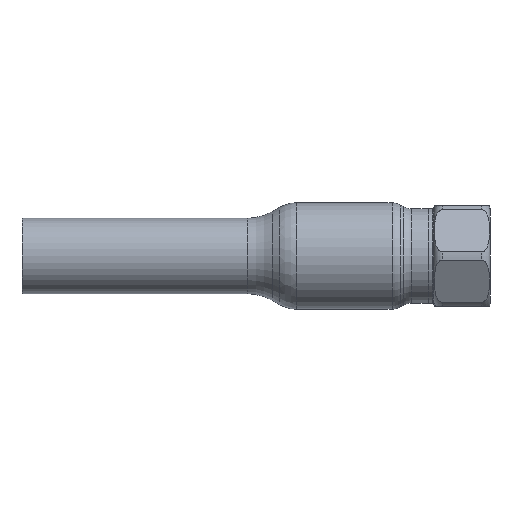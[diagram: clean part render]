
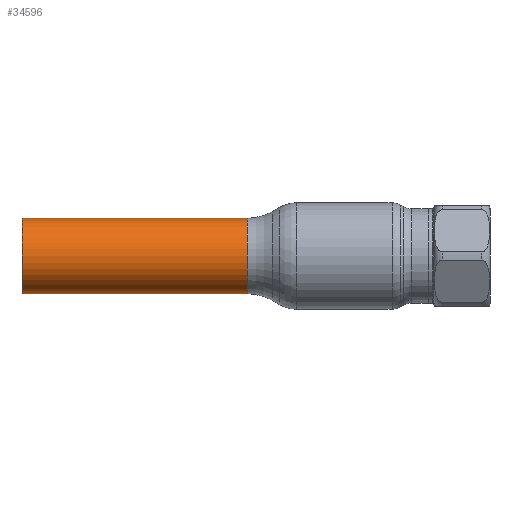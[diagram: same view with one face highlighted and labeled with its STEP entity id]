
A CAD part, front view. The second image highlights one B-rep face of the part: STEP entity #34596.
In plain terms, the highlighted cylindrical face has radius 13.45 mm (diameter 26.9 mm), a partial arc.
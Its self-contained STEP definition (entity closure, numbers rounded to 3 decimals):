
#1626 = EDGE_CURVE ( 'NONE', #40267, #54821, #6808, .T. ) ;
#1968 = DIRECTION ( 'NONE',  ( -1., 0., 0. ) ) ;
#2921 = DIRECTION ( 'NONE',  ( 0., 0., 1. ) ) ;
#4751 = VERTEX_POINT ( 'NONE', #55024 ) ;
#6808 = CIRCLE ( 'NONE', #13957, 13.45 ) ;
#7424 = CARTESIAN_POINT ( 'NONE',  ( -34.686, 0., 0. ) ) ;
#7931 = AXIS2_PLACEMENT_3D ( 'NONE', #37957, #32566, #42188 ) ;
#9293 = DIRECTION ( 'NONE',  ( -1., 0., 0. ) ) ;
#13616 = DIRECTION ( 'NONE',  ( -1., 0., 0. ) ) ;
#13757 = CARTESIAN_POINT ( 'NONE',  ( -115., 0., 0. ) ) ;
#13840 = EDGE_CURVE ( 'NONE', #54821, #4751, #21657, .T. ) ;
#13957 = AXIS2_PLACEMENT_3D ( 'NONE', #7424, #55252, #2921 ) ;
#14042 = ORIENTED_EDGE ( 'NONE', *, *, #18814, .F. ) ;
#18814 = EDGE_CURVE ( 'NONE', #40267, #48995, #38717, .T. ) ;
#21657 = LINE ( 'NONE', #25583, #22410 ) ;
#22410 = VECTOR ( 'NONE', #9293, 1000. ) ;
#22460 = CYLINDRICAL_SURFACE ( 'NONE', #7931, 13.45 ) ;
#23282 = FACE_OUTER_BOUND ( 'NONE', #46581, .T. ) ;
#23594 = CARTESIAN_POINT ( 'NONE',  ( -115., 0., -13.45 ) ) ;
#25583 = CARTESIAN_POINT ( 'NONE',  ( -62.69, 0., 13.45 ) ) ;
#25710 = CARTESIAN_POINT ( 'NONE',  ( -62.69, 0., -13.45 ) ) ;
#27905 = AXIS2_PLACEMENT_3D ( 'NONE', #13757, #1968, #39698 ) ;
#28959 = CARTESIAN_POINT ( 'NONE',  ( -34.686, 0., 13.45 ) ) ;
#32566 = DIRECTION ( 'NONE',  ( -1., 0., 0. ) ) ;
#34596 = ADVANCED_FACE ( 'NONE', ( #23282 ), #22460, .T. ) ;
#37957 = CARTESIAN_POINT ( 'NONE',  ( -62.69, 0., 0. ) ) ;
#38520 = ORIENTED_EDGE ( 'NONE', *, *, #13840, .T. ) ;
#38717 = LINE ( 'NONE', #25710, #52184 ) ;
#39698 = DIRECTION ( 'NONE',  ( 0., 0., 1. ) ) ;
#40267 = VERTEX_POINT ( 'NONE', #41215 ) ;
#41215 = CARTESIAN_POINT ( 'NONE',  ( -34.686, 0., -13.45 ) ) ;
#42188 = DIRECTION ( 'NONE',  ( 0., 0., 1. ) ) ;
#46581 = EDGE_LOOP ( 'NONE', ( #14042, #47970, #38520, #50654 ) ) ;
#47970 = ORIENTED_EDGE ( 'NONE', *, *, #1626, .T. ) ;
#48995 = VERTEX_POINT ( 'NONE', #23594 ) ;
#50654 = ORIENTED_EDGE ( 'NONE', *, *, #55568, .F. ) ;
#52184 = VECTOR ( 'NONE', #13616, 1000. ) ;
#52258 = CIRCLE ( 'NONE', #27905, 13.45 ) ;
#54821 = VERTEX_POINT ( 'NONE', #28959 ) ;
#55024 = CARTESIAN_POINT ( 'NONE',  ( -115., 0., 13.45 ) ) ;
#55252 = DIRECTION ( 'NONE',  ( -1., 0., 0. ) ) ;
#55568 = EDGE_CURVE ( 'NONE', #48995, #4751, #52258, .T. ) ;
